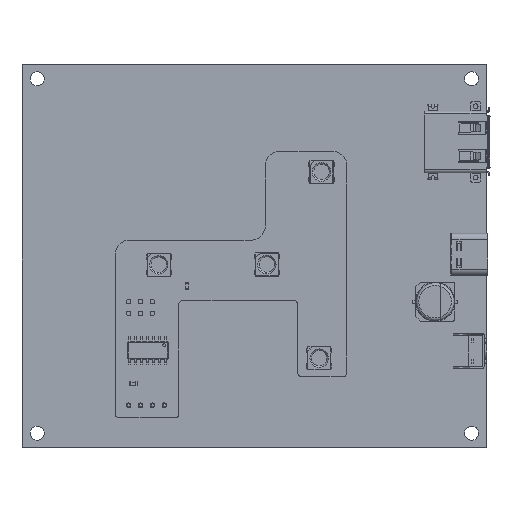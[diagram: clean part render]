
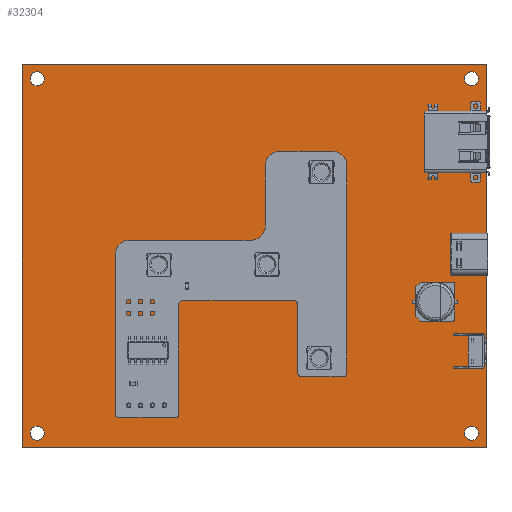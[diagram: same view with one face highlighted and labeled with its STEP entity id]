
A CAD part, top view. The second image highlights one B-rep face of the part: STEP entity #32304.
In plain terms, the highlighted planar face has unit normal (0, 0, 1).
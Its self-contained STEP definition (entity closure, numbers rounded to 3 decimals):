
#846=CIRCLE('',#34765,1.5);
#848=CIRCLE('',#34768,1.5);
#850=CIRCLE('',#34771,1.5);
#852=CIRCLE('',#34774,1.5);
#1648=FACE_BOUND('',#4674,.T.);
#1649=FACE_BOUND('',#4675,.T.);
#1650=FACE_BOUND('',#4676,.T.);
#1651=FACE_BOUND('',#4677,.T.);
#2929=FACE_OUTER_BOUND('',#4673,.T.);
#4673=EDGE_LOOP('',(#27033,#27034,#27035,#27036));
#4674=EDGE_LOOP('',(#27037));
#4675=EDGE_LOOP('',(#27038));
#4676=EDGE_LOOP('',(#27039));
#4677=EDGE_LOOP('',(#27040));
#7902=LINE('',#51800,#11555);
#7906=LINE('',#51808,#11559);
#7909=LINE('',#51814,#11562);
#7912=LINE('',#51819,#11565);
#11555=VECTOR('',#42125,10.);
#11559=VECTOR('',#42131,10.);
#11562=VECTOR('',#42136,10.);
#11565=VECTOR('',#42141,10.);
#14702=VERTEX_POINT('',#51776);
#14704=VERTEX_POINT('',#51782);
#14706=VERTEX_POINT('',#51788);
#14708=VERTEX_POINT('',#51794);
#14709=VERTEX_POINT('',#51798);
#14710=VERTEX_POINT('',#51799);
#14713=VERTEX_POINT('',#51807);
#14715=VERTEX_POINT('',#51813);
#18905=EDGE_CURVE('',#14702,#14702,#846,.T.);
#18908=EDGE_CURVE('',#14704,#14704,#848,.T.);
#18911=EDGE_CURVE('',#14706,#14706,#850,.T.);
#18914=EDGE_CURVE('',#14708,#14708,#852,.T.);
#18915=EDGE_CURVE('',#14709,#14710,#7902,.T.);
#18919=EDGE_CURVE('',#14713,#14709,#7906,.T.);
#18922=EDGE_CURVE('',#14715,#14713,#7909,.T.);
#18925=EDGE_CURVE('',#14710,#14715,#7912,.T.);
#27033=ORIENTED_EDGE('',*,*,#18925,.F.);
#27034=ORIENTED_EDGE('',*,*,#18915,.F.);
#27035=ORIENTED_EDGE('',*,*,#18919,.F.);
#27036=ORIENTED_EDGE('',*,*,#18922,.F.);
#27037=ORIENTED_EDGE('',*,*,#18914,.T.);
#27038=ORIENTED_EDGE('',*,*,#18911,.T.);
#27039=ORIENTED_EDGE('',*,*,#18908,.T.);
#27040=ORIENTED_EDGE('',*,*,#18905,.T.);
#30122=PLANE('',#34779);
#32304=ADVANCED_FACE('',(#2929,#1648,#1649,#1650,#1651),#30122,.T.);
#34765=AXIS2_PLACEMENT_3D('',#51778,#42100,#42101);
#34768=AXIS2_PLACEMENT_3D('',#51784,#42107,#42108);
#34771=AXIS2_PLACEMENT_3D('',#51790,#42114,#42115);
#34774=AXIS2_PLACEMENT_3D('',#51796,#42121,#42122);
#34779=AXIS2_PLACEMENT_3D('',#51821,#42143,#42144);
#42100=DIRECTION('center_axis',(0.,0.,-1.));
#42101=DIRECTION('ref_axis',(1.,0.,0.));
#42107=DIRECTION('center_axis',(0.,0.,-1.));
#42108=DIRECTION('ref_axis',(1.,0.,0.));
#42114=DIRECTION('center_axis',(0.,0.,-1.));
#42115=DIRECTION('ref_axis',(1.,0.,0.));
#42121=DIRECTION('center_axis',(0.,0.,-1.));
#42122=DIRECTION('ref_axis',(1.,0.,0.));
#42125=DIRECTION('',(1.,0.,0.));
#42131=DIRECTION('',(0.,1.,0.));
#42136=DIRECTION('',(-1.,0.,0.));
#42141=DIRECTION('',(0.,-1.,0.));
#42143=DIRECTION('center_axis',(0.,0.,1.));
#42144=DIRECTION('ref_axis',(1.,0.,0.));
#51776=CARTESIAN_POINT('',(44.75,37.75,0.));
#51778=CARTESIAN_POINT('Origin',(46.25,37.75,0.));
#51782=CARTESIAN_POINT('',(-47.75,-37.75,0.));
#51784=CARTESIAN_POINT('Origin',(-46.25,-37.75,0.));
#51788=CARTESIAN_POINT('',(-47.75,37.75,0.));
#51790=CARTESIAN_POINT('Origin',(-46.25,37.75,0.));
#51794=CARTESIAN_POINT('',(44.75,-37.75,0.));
#51796=CARTESIAN_POINT('Origin',(46.25,-37.75,0.));
#51798=CARTESIAN_POINT('',(-49.5,40.75,0.));
#51799=CARTESIAN_POINT('',(49.5,40.75,0.));
#51800=CARTESIAN_POINT('',(-49.5,40.75,0.));
#51807=CARTESIAN_POINT('',(-49.5,-40.75,0.));
#51808=CARTESIAN_POINT('',(-49.5,-40.75,0.));
#51813=CARTESIAN_POINT('',(49.5,-40.75,0.));
#51814=CARTESIAN_POINT('',(49.5,-40.75,0.));
#51819=CARTESIAN_POINT('',(49.5,40.75,0.));
#51821=CARTESIAN_POINT('Origin',(0.,0.,0.));
